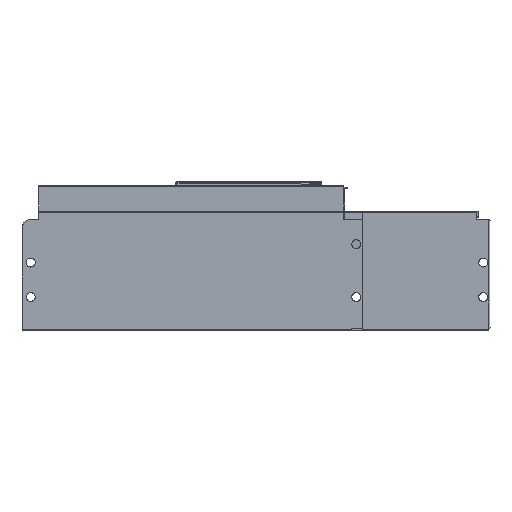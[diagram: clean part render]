
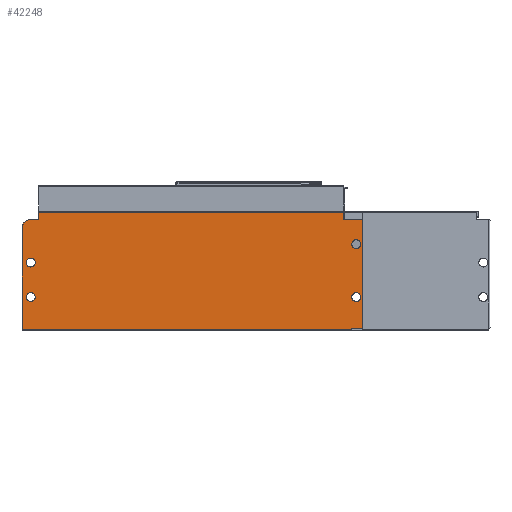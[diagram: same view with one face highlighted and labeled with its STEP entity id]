
A CAD part, left-side view. The second image highlights one B-rep face of the part: STEP entity #42248.
In plain terms, the highlighted free-form (B-spline) face has degree [1, 1] with [2, 2] control points.
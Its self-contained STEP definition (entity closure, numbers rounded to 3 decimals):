
#18172=CARTESIAN_POINT('V5794',(-387.0,-355.75,
   232.5));
#18173=VERTEX_POINT('V5794',#18172);
#18174=CARTESIAN_POINT('E955',(-387.0,-355.75,
   232.5));
#18175=CARTESIAN_POINT('E955',(-387.0,-374.803,
   232.5));
#18176=CARTESIAN_POINT('E955',(-387.0,-365.276,
   249.));
#18177=CARTESIAN_POINT('E955',(-387.0,-355.75,
   265.5));
#18178=CARTESIAN_POINT('E955',(-387.0,-346.224,
   249.));
#18179=CARTESIAN_POINT('E955',(-387.0,-336.697,
   232.5));
#18180=CARTESIAN_POINT('E955',(-387.0,-355.75,
   232.5));
#18188=(BOUNDED_CURVE()B_SPLINE_CURVE(2,(#18174,#18175,#18176,
   #18177,#18178,#18179,#18180),.CIRCULAR_ARC.,.T.,.U.)
   B_SPLINE_CURVE_WITH_KNOTS((3,2,2,3),(0.0,0.333,
   0.667,1.0),.UNSPECIFIED.)CURVE()
   GEOMETRIC_REPRESENTATION_ITEM()RATIONAL_B_SPLINE_CURVE((1.0,
   0.5,1.0,0.5,1.0,0.5,1.0)
   )REPRESENTATION_ITEM('E955'));
#18189=EDGE_CURVE('E955',#18173,#18173,#18188,.T.);
#18241=CARTESIAN_POINT('V5792',(-387.0,-355.75,
   102.5));
#18242=VERTEX_POINT('V5792',#18241);
#18243=CARTESIAN_POINT('E952',(-387.0,-355.75,
   102.5));
#18244=CARTESIAN_POINT('E952',(-387.0,-374.803,
   102.5));
#18245=CARTESIAN_POINT('E952',(-387.0,-365.276,
   119.));
#18246=CARTESIAN_POINT('E952',(-387.0,-355.75,
   135.5));
#18247=CARTESIAN_POINT('E952',(-387.0,-346.224,
   119.));
#18248=CARTESIAN_POINT('E952',(-387.0,-336.697,
   102.5));
#18249=CARTESIAN_POINT('E952',(-387.0,-355.75,
   102.5));
#18257=(BOUNDED_CURVE()B_SPLINE_CURVE(2,(#18243,#18244,#18245,
   #18246,#18247,#18248,#18249),.CIRCULAR_ARC.,.T.,.U.)
   B_SPLINE_CURVE_WITH_KNOTS((3,2,2,3),(0.0,0.333,
   0.667,1.0),.UNSPECIFIED.)CURVE()
   GEOMETRIC_REPRESENTATION_ITEM()RATIONAL_B_SPLINE_CURVE((1.0,
   0.5,1.0,0.5,1.0,0.5,1.0)
   )REPRESENTATION_ITEM('E952'));
#18258=EDGE_CURVE('E952',#18242,#18242,#18257,.T.);
#18682=CARTESIAN_POINT('V7063',(-387.0,-325.25,
   303.5));
#18683=VERTEX_POINT('V7063',#18682);
#18689=CARTESIAN_POINT('V7062',(-387.0,-369.75,
   303.5));
#18690=VERTEX_POINT('V7062',#18689);
#18691=CARTESIAN_POINT('E2875',(-387.0,-369.75,
   303.5));
#18692=CARTESIAN_POINT('E2875',(-387.0,-325.25,
   303.5));
#18693=QUASI_UNIFORM_CURVE('E2875',1,(#18691,#18692),.POLYLINE_FORM.,
   .F.,.U.);
#18694=EDGE_CURVE('E2875',#18690,#18683,#18693,.T.);
#19062=CARTESIAN_POINT('V7061',(-387.0,-369.75,
   37.));
#19063=VERTEX_POINT('V7061',#19062);
#19079=CARTESIAN_POINT('E2874',(-387.0,-369.75,
   37.));
#19080=CARTESIAN_POINT('E2874',(-387.0,-369.75,
   303.5));
#19081=B_SPLINE_CURVE_WITH_KNOTS('E2874',1,(#19079,#19080),
   .POLYLINE_FORM.,.F.,.U.,(2,2),(0.063,
   0.993),.UNSPECIFIED.);
#19082=EDGE_CURVE('E2874',#19063,#18690,#19081,.T.);
#40456=CARTESIAN_POINT('V7024',(-387.0,-325.25,
   321.5));
#40457=VERTEX_POINT('V7024',#40456);
#40472=CARTESIAN_POINT('V7025',(-387.0,424.25,
   321.5));
#40473=VERTEX_POINT('V7025',#40472);
#40487=CARTESIAN_POINT('E2820',(-387.0,424.25,
   321.5));
#40488=CARTESIAN_POINT('E2820',(-387.0,-325.25,
   321.5));
#40489=B_SPLINE_CURVE_WITH_KNOTS('E2820',1,(#40487,#40488),
   .POLYLINE_FORM.,.F.,.U.,(2,2),(8.3,
   158.2),.UNSPECIFIED.);
#40490=EDGE_CURVE('E2820',#40473,#40457,#40489,.T.);
#41063=CARTESIAN_POINT('V7044',(-387.0,444.25,
   124.5));
#41064=VERTEX_POINT('V7044',#41063);
#41065=CARTESIAN_POINT('E2849',(-387.0,444.25,
   124.5));
#41066=CARTESIAN_POINT('E2849',(-387.0,463.303,
   124.5));
#41067=CARTESIAN_POINT('E2849',(-387.0,453.776,
   108.));
#41068=CARTESIAN_POINT('E2849',(-387.0,444.25,
   91.5));
#41069=CARTESIAN_POINT('E2849',(-387.0,434.724,
   108.));
#41070=CARTESIAN_POINT('E2849',(-387.0,425.197,
   124.5));
#41071=CARTESIAN_POINT('E2849',(-387.0,444.25,
   124.5));
#41079=(BOUNDED_CURVE()B_SPLINE_CURVE(2,(#41065,#41066,#41067,
   #41068,#41069,#41070,#41071),.CIRCULAR_ARC.,.T.,.U.)
   B_SPLINE_CURVE_WITH_KNOTS((3,2,2,3),(0.0,0.333,
   0.667,1.0),.UNSPECIFIED.)CURVE()
   GEOMETRIC_REPRESENTATION_ITEM()RATIONAL_B_SPLINE_CURVE((1.0,
   0.5,1.0,0.5,1.0,0.5,1.0)
   )REPRESENTATION_ITEM('E2849'));
#41080=EDGE_CURVE('E2849',#41064,#41064,#41079,.T.);
#41132=CARTESIAN_POINT('V7042',(-387.0,444.25,
   209.5));
#41133=VERTEX_POINT('V7042',#41132);
#41134=CARTESIAN_POINT('E2846',(-387.0,444.25,
   209.5));
#41135=CARTESIAN_POINT('E2846',(-387.0,463.303,
   209.5));
#41136=CARTESIAN_POINT('E2846',(-387.0,453.776,
   193.));
#41137=CARTESIAN_POINT('E2846',(-387.0,444.25,
   176.5));
#41138=CARTESIAN_POINT('E2846',(-387.0,434.724,
   193.));
#41139=CARTESIAN_POINT('E2846',(-387.0,425.197,
   209.5));
#41140=CARTESIAN_POINT('E2846',(-387.0,444.25,
   209.5));
#41148=(BOUNDED_CURVE()B_SPLINE_CURVE(2,(#41134,#41135,#41136,
   #41137,#41138,#41139,#41140),.CIRCULAR_ARC.,.T.,.U.)
   B_SPLINE_CURVE_WITH_KNOTS((3,2,2,3),(0.0,0.333,
   0.667,1.0),.UNSPECIFIED.)CURVE()
   GEOMETRIC_REPRESENTATION_ITEM()RATIONAL_B_SPLINE_CURVE((1.0,
   0.5,1.0,0.5,1.0,0.5,1.0)
   )REPRESENTATION_ITEM('E2846'));
#41149=EDGE_CURVE('E2846',#41133,#41133,#41148,.T.);
#41325=CARTESIAN_POINT('V7057',(-387.0,424.25,
   303.5));
#41326=VERTEX_POINT('V7057',#41325);
#41332=CARTESIAN_POINT('E2865',(-387.0,424.25,
   303.5));
#41333=CARTESIAN_POINT('E2865',(-387.0,424.25,
   321.5));
#41334=QUASI_UNIFORM_CURVE('E2865',1,(#41332,#41333),.POLYLINE_FORM.,
   .F.,.U.);
#41335=EDGE_CURVE('E2865',#41326,#40473,#41334,.T.);
#42136=CARTESIAN_POINT('V7058',(-387.0,445.75,
   303.5));
#42137=VERTEX_POINT('V7058',#42136);
#42138=CARTESIAN_POINT('E2867',(-387.0,445.75,
   303.5));
#42139=CARTESIAN_POINT('E2867',(-387.0,424.25,
   303.5));
#42140=B_SPLINE_CURVE_WITH_KNOTS('E2867',1,(#42138,#42139),
   .POLYLINE_FORM.,.F.,.U.,(2,2),(5.333,
   11.067),.UNSPECIFIED.);
#42141=EDGE_CURVE('E2867',#42137,#41326,#42140,.T.);
#42167=CARTESIAN_POINT('V7059',(-387.0,465.75,
   283.5));
#42168=VERTEX_POINT('V7059',#42167);
#42174=CARTESIAN_POINT('E2869',(-387.0,465.75,
   283.5));
#42175=CARTESIAN_POINT('E2869',(-387.0,465.75,
   303.5));
#42176=CARTESIAN_POINT('E2869',(-387.0,445.75,
   303.5));
#42184=(BOUNDED_CURVE()B_SPLINE_CURVE(2,(#42174,#42175,#42176),
   .CIRCULAR_ARC.,.F.,.U.)CURVE()GEOMETRIC_REPRESENTATION_ITEM()
   QUASI_UNIFORM_CURVE()RATIONAL_B_SPLINE_CURVE((1.0,
   0.707,1.0))REPRESENTATION_ITEM('E2869'));
#42185=EDGE_CURVE('E2869',#42168,#42137,#42184,.T.);
#42192=CARTESIAN_POINT('F1133',(-387.0,465.75,
   321.5));
#42193=CARTESIAN_POINT('F1133',(-387.0,465.75,
   35.));
#42194=CARTESIAN_POINT('F1133',(-387.0,-369.75,
   321.5));
#42195=CARTESIAN_POINT('F1133',(-387.0,-369.75,
   35.));
#42196=B_SPLINE_SURFACE_WITH_KNOTS('F1133',1,1,((#42192,#42194),(
   #42193,#42195)),.PLANE_SURF.,.F.,.F.,.U.,(2,2),(2,2),(0.0,1.0),
   (0.0,2.916),.UNSPECIFIED.);
#42197=ORIENTED_EDGE('E2869',*,*,#42185,.F.);
#42198=CARTESIAN_POINT('V5798',(-387.0,465.75,
   35.));
#42199=VERTEX_POINT('V5798',#42198);
#42200=CARTESIAN_POINT('E2871',(-387.0,465.75,
   283.5));
#42201=CARTESIAN_POINT('E2871',(-387.0,465.75,
   35.));
#42202=B_SPLINE_CURVE_WITH_KNOTS('E2871',1,(#42200,#42201),
   .POLYLINE_FORM.,.F.,.U.,(2,2),(0.133,1.0),
   .UNSPECIFIED.);
#42203=EDGE_CURVE('E2871',#42168,#42199,#42202,.T.);
#42204=ORIENTED_EDGE('E2871',*,*,#42203,.T.);
#42205=CARTESIAN_POINT('V5797',(-387.0,-344.75,
   35.));
#42206=VERTEX_POINT('V5797',#42205);
#42207=CARTESIAN_POINT('E958',(-387.0,-344.75,
   35.));
#42208=CARTESIAN_POINT('E958',(-387.0,465.75,
   35.));
#42209=B_SPLINE_CURVE_WITH_KNOTS('E958',1,(#42207,#42208),
   .POLYLINE_FORM.,.F.,.U.,(2,2),(0.0,135.083),
   .UNSPECIFIED.);
#42210=EDGE_CURVE('E958',#42206,#42199,#42209,.T.);
#42211=ORIENTED_EDGE('E958',*,*,#42210,.F.);
#42212=CARTESIAN_POINT('V7060',(-387.0,-344.75,
   37.));
#42213=VERTEX_POINT('V7060',#42212);
#42214=CARTESIAN_POINT('E2872',(-387.0,-344.75,
   35.));
#42215=CARTESIAN_POINT('E2872',(-387.0,-344.75,
   37.));
#42216=QUASI_UNIFORM_CURVE('E2872',1,(#42214,#42215),.POLYLINE_FORM.,
   .F.,.U.);
#42217=EDGE_CURVE('E2872',#42206,#42213,#42216,.T.);
#42218=ORIENTED_EDGE('E2872',*,*,#42217,.T.);
#42219=CARTESIAN_POINT('E2873',(-387.0,-344.75,
   37.));
#42220=CARTESIAN_POINT('E2873',(-387.0,-369.75,
   37.));
#42221=QUASI_UNIFORM_CURVE('E2873',1,(#42219,#42220),.POLYLINE_FORM.,
   .F.,.U.);
#42222=EDGE_CURVE('E2873',#42213,#19063,#42221,.T.);
#42223=ORIENTED_EDGE('E2873',*,*,#42222,.T.);
#42224=ORIENTED_EDGE('F1152',*,*,#19082,.T.);
#42225=ORIENTED_EDGE('E2875',*,*,#18694,.T.);
#42226=CARTESIAN_POINT('E2876',(-387.0,-325.25,
   303.5));
#42227=CARTESIAN_POINT('E2876',(-387.0,-325.25,
   321.5));
#42228=QUASI_UNIFORM_CURVE('E2876',1,(#42226,#42227),.POLYLINE_FORM.,
   .F.,.U.);
#42229=EDGE_CURVE('E2876',#18683,#40457,#42228,.T.);
#42230=ORIENTED_EDGE('E2876',*,*,#42229,.T.);
#42231=ORIENTED_EDGE('F1116',*,*,#40490,.F.);
#42232=ORIENTED_EDGE('E2865',*,*,#41335,.F.);
#42233=ORIENTED_EDGE('E2867',*,*,#42141,.F.);
#42234=EDGE_LOOP('F1133',(#42197,#42204,#42211,#42218,#42223,#42224,
   #42225,#42230,#42231,#42232,#42233));
#42235=FACE_OUTER_BOUND('F1133',#42234,.T.);
#42236=ORIENTED_EDGE('E952',*,*,#18258,.F.);
#42237=EDGE_LOOP('F1133',(#42236));
#42238=FACE_BOUND('F1133',#42237,.T.);
#42239=ORIENTED_EDGE('E955',*,*,#18189,.F.);
#42240=EDGE_LOOP('F1133',(#42239));
#42241=FACE_BOUND('F1133',#42240,.T.);
#42242=ORIENTED_EDGE('E2849',*,*,#41080,.F.);
#42243=EDGE_LOOP('F1133',(#42242));
#42244=FACE_BOUND('F1133',#42243,.T.);
#42245=ORIENTED_EDGE('E2846',*,*,#41149,.F.);
#42246=EDGE_LOOP('F1133',(#42245));
#42247=FACE_BOUND('F1133',#42246,.T.);
#42248=ADVANCED_FACE('F1133',(#42235,#42238,#42241,#42244,#42247),
   #42196,.T.);
